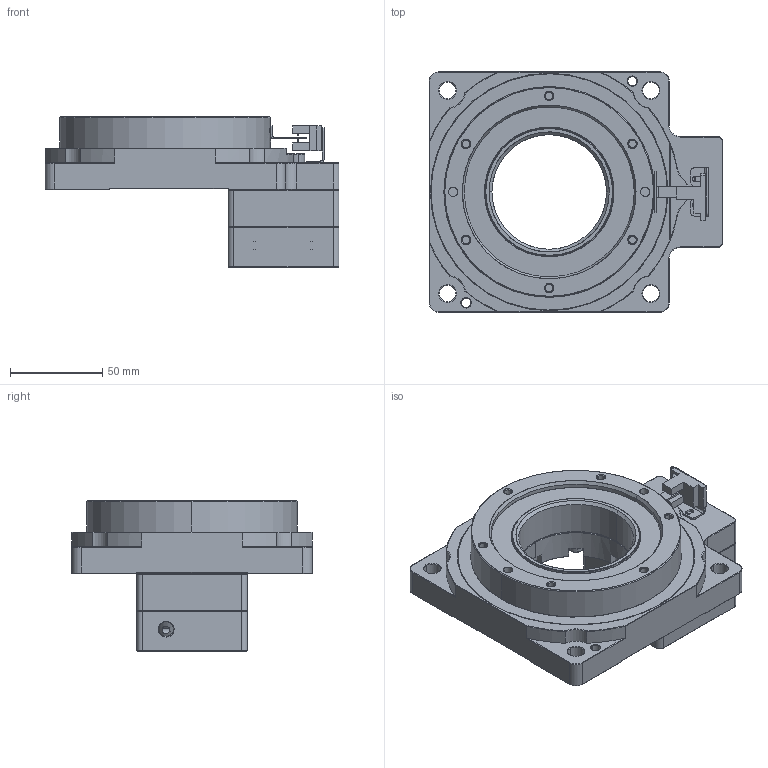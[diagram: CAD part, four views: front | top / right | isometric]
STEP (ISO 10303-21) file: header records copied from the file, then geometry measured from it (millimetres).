
FILE_DESCRIPTION(/* description */ (''),/* implementation_level */ '2;1');
FILE_NAME(/* name */ 'DTN130-10(18)-14-35-50-70-M4.stp',/* time_stamp */ '2021-02-27T16:32:02+08:00',/* author */ (''),/* organization */ (''),/* preprocessor_version */ 'ST-DEVELOPER v16',/* originating_system */ 'SIEMENS PLM Software NX 10.0',/* authorisation */ '');
FILE_SCHEMA (('AUTOMOTIVE_DESIGN { 1 0 10303 214 3 1 1 1 }'));
Products named in the file (1): DTN130-10_18_-14-35-50-70-M4_stp
Bounding box: 159 x 130 x 81.5 mm (x, y, z)
Surface area: 129067.7 mm2 (no closed solid volume)
Topology: 0 solids, 1169 shells, 1722 faces, 6942 edges, 6248 vertices
Faces by surface type: plane 716, cylinder 450, cone 430, sphere 94, torus 32
Entity records: 99417 total; most frequent: CARTESIAN_POINT 24661, DIRECTION 10500, ORIENTED_EDGE 8202, EDGE_CURVE 6792, VERTEX_POINT 6248, AXIS2_PLACEMENT_3D 4123, PRESENTATION_STYLE_ASSIGNMENT 2891, SURFACE_STYLE_USAGE 2891
